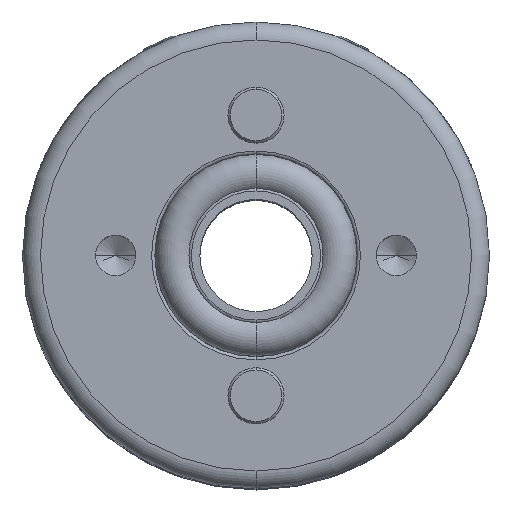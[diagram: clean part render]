
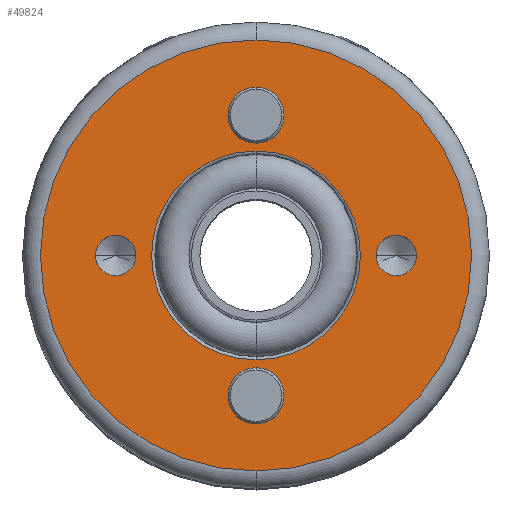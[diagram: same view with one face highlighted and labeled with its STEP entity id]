
A CAD part, top view. The second image highlights one B-rep face of the part: STEP entity #49824.
In plain terms, the highlighted planar face has unit normal (0, 0, 1).
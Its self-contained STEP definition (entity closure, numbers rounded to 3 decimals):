
#14323=CARTESIAN_POINT('',(0.,0.,58.));
#14324=DIRECTION('',(0.,0.,-1.));
#14325=DIRECTION('',(0.,-1.,0.));
#14326=AXIS2_PLACEMENT_3D('',#14323,#14324,#14325);
#14328=CARTESIAN_POINT('',(0.,0.,58.));
#14329=DIRECTION('',(0.,0.,-1.));
#14330=DIRECTION('',(0.,1.,0.));
#14331=AXIS2_PLACEMENT_3D('',#14328,#14329,#14330);
#14333=CARTESIAN_POINT('',(0.,0.,58.));
#14334=DIRECTION('',(0.,0.,1.));
#14335=DIRECTION('',(0.,1.,0.));
#14336=AXIS2_PLACEMENT_3D('',#14333,#14334,#14335);
#14338=CARTESIAN_POINT('',(0.,0.,58.));
#14339=DIRECTION('',(0.,0.,1.));
#14340=DIRECTION('',(0.,-1.,0.));
#14341=AXIS2_PLACEMENT_3D('',#14338,#14339,#14340);
#14343=CARTESIAN_POINT('',(12.5,0.,58.));
#14344=DIRECTION('',(0.,0.,-1.));
#14345=DIRECTION('',(1.,0.,0.));
#14346=AXIS2_PLACEMENT_3D('',#14343,#14344,#14345);
#14348=CARTESIAN_POINT('',(12.5,0.,58.));
#14349=DIRECTION('',(0.,0.,-1.));
#14350=DIRECTION('',(-1.,0.,0.));
#14351=AXIS2_PLACEMENT_3D('',#14348,#14349,#14350);
#14353=CARTESIAN_POINT('',(-12.5,0.,58.));
#14354=DIRECTION('',(0.,0.,1.));
#14355=DIRECTION('',(-1.,0.,0.));
#14356=AXIS2_PLACEMENT_3D('',#14353,#14354,#14355);
#14358=CARTESIAN_POINT('',(-12.5,0.,58.));
#14359=DIRECTION('',(0.,0.,1.));
#14360=DIRECTION('',(1.,0.,0.));
#14361=AXIS2_PLACEMENT_3D('',#14358,#14359,#14360);
#14363=CARTESIAN_POINT('',(0.,12.5,58.));
#14364=DIRECTION('',(0.,0.,1.));
#14365=DIRECTION('',(0.,-1.,0.));
#14366=AXIS2_PLACEMENT_3D('',#14363,#14364,#14365);
#14368=CARTESIAN_POINT('',(0.,12.5,58.));
#14369=DIRECTION('',(0.,0.,1.));
#14370=DIRECTION('',(0.,1.,0.));
#14371=AXIS2_PLACEMENT_3D('',#14368,#14369,#14370);
#14373=CARTESIAN_POINT('',(0.,-12.5,58.));
#14374=DIRECTION('',(0.,0.,1.));
#14375=DIRECTION('',(0.,-1.,0.));
#14376=AXIS2_PLACEMENT_3D('',#14373,#14374,#14375);
#14378=CARTESIAN_POINT('',(0.,-12.5,58.));
#14379=DIRECTION('',(0.,0.,1.));
#14380=DIRECTION('',(0.,1.,0.));
#14381=AXIS2_PLACEMENT_3D('',#14378,#14379,#14380);
#16113=CARTESIAN_POINT('',(0.,9.3,58.));
#16114=CARTESIAN_POINT('',(0.,-9.3,58.));
#16115=VERTEX_POINT('',#16113);
#16116=VERTEX_POINT('',#16114);
#16163=CARTESIAN_POINT('',(14.3,0.,58.));
#16164=CARTESIAN_POINT('',(10.7,0.,58.));
#16165=VERTEX_POINT('',#16163);
#16166=VERTEX_POINT('',#16164);
#16173=CARTESIAN_POINT('',(-14.3,0.,58.));
#16174=CARTESIAN_POINT('',(-10.7,0.,58.));
#16175=VERTEX_POINT('',#16173);
#16176=VERTEX_POINT('',#16174);
#16201=CARTESIAN_POINT('',(0.,-19.2,58.));
#16202=CARTESIAN_POINT('',(0.,19.2,58.));
#16203=VERTEX_POINT('',#16201);
#16204=VERTEX_POINT('',#16202);
#16932=CARTESIAN_POINT('',(0.,10.,58.));
#16933=CARTESIAN_POINT('',(0.,15.,58.));
#16934=VERTEX_POINT('',#16932);
#16935=VERTEX_POINT('',#16933);
#16952=CARTESIAN_POINT('',(0.,-15.,58.));
#16953=CARTESIAN_POINT('',(0.,-10.,58.));
#16954=VERTEX_POINT('',#16952);
#16955=VERTEX_POINT('',#16953);
#49784=CARTESIAN_POINT('',(0.,0.,58.));
#49785=DIRECTION('',(0.,0.,1.));
#49786=DIRECTION('',(0.,1.,0.));
#49787=AXIS2_PLACEMENT_3D('',#49784,#49785,#49786);
#49788=PLANE('',#49787);
#49790=ORIENTED_EDGE('',*,*,#49789,.T.);
#49791=ORIENTED_EDGE('',*,*,#49767,.T.);
#49792=EDGE_LOOP('',(#49790,#49791));
#49793=FACE_OUTER_BOUND('',#49792,.F.);
#49795=ORIENTED_EDGE('',*,*,#49794,.T.);
#49797=ORIENTED_EDGE('',*,*,#49796,.T.);
#49798=EDGE_LOOP('',(#49795,#49797));
#49799=FACE_BOUND('',#49798,.F.);
#49801=ORIENTED_EDGE('',*,*,#49800,.F.);
#49803=ORIENTED_EDGE('',*,*,#49802,.F.);
#49804=EDGE_LOOP('',(#49801,#49803));
#49805=FACE_BOUND('',#49804,.F.);
#49807=ORIENTED_EDGE('',*,*,#49806,.T.);
#49809=ORIENTED_EDGE('',*,*,#49808,.T.);
#49810=EDGE_LOOP('',(#49807,#49809));
#49811=FACE_BOUND('',#49810,.F.);
#49813=ORIENTED_EDGE('',*,*,#49812,.T.);
#49815=ORIENTED_EDGE('',*,*,#49814,.T.);
#49816=EDGE_LOOP('',(#49813,#49815));
#49817=FACE_BOUND('',#49816,.F.);
#49819=ORIENTED_EDGE('',*,*,#49818,.T.);
#49821=ORIENTED_EDGE('',*,*,#49820,.T.);
#49822=EDGE_LOOP('',(#49819,#49821));
#49823=FACE_BOUND('',#49822,.F.);
#49824=ADVANCED_FACE('',(#49793,#49799,#49805,#49811,#49817,#49823),#49788,.T.);
#14327=CIRCLE('',#14326,19.2);
#14332=CIRCLE('',#14331,19.2);
#14337=CIRCLE('',#14336,9.3);
#14342=CIRCLE('',#14341,9.3);
#14347=CIRCLE('',#14346,1.8);
#14352=CIRCLE('',#14351,1.8);
#14357=CIRCLE('',#14356,1.8);
#14362=CIRCLE('',#14361,1.8);
#14367=CIRCLE('',#14366,2.5);
#14372=CIRCLE('',#14371,2.5);
#14377=CIRCLE('',#14376,2.5);
#14382=CIRCLE('',#14381,2.5);
#49767=EDGE_CURVE('',#16204,#16203,#14332,.T.);
#49789=EDGE_CURVE('',#16203,#16204,#14327,.T.);
#49794=EDGE_CURVE('',#16115,#16116,#14337,.T.);
#49796=EDGE_CURVE('',#16116,#16115,#14342,.T.);
#49800=EDGE_CURVE('',#16165,#16166,#14347,.T.);
#49802=EDGE_CURVE('',#16166,#16165,#14352,.T.);
#49806=EDGE_CURVE('',#16175,#16176,#14357,.T.);
#49808=EDGE_CURVE('',#16176,#16175,#14362,.T.);
#49812=EDGE_CURVE('',#16934,#16935,#14367,.T.);
#49814=EDGE_CURVE('',#16935,#16934,#14372,.T.);
#49818=EDGE_CURVE('',#16954,#16955,#14377,.T.);
#49820=EDGE_CURVE('',#16955,#16954,#14382,.T.);
